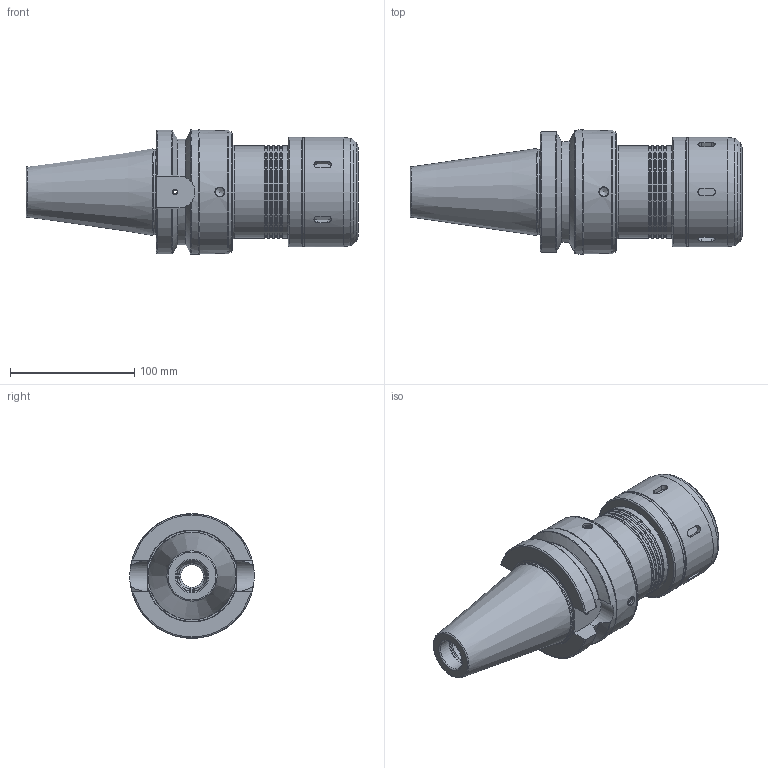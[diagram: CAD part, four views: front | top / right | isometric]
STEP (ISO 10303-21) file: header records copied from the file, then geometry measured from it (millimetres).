
FILE_DESCRIPTION((''),'2;1');
FILE_NAME('295040542165-3D.stp','2020-06-08T19:43:43',('nttooll'),(''),'Autodesk Inventor 2012','Autodesk Inventor 2012','');
FILE_SCHEMA(('AUTOMOTIVE_DESIGN { 1 0 10303 214 1 1 1 1 }'));
Length unit declared in the file: millimetre
Products named in the file (1): 295040542165-3D
Bounding box: 266.8 x 100 x 100 mm (x, y, z)
Volume: 992986.3 mm3; surface area: 110784.3 mm2
Topology: 1 solids, 1 shells, 161 faces, 362 edges, 225 vertices
Faces by surface type: cylinder 59, plane 46, cone 35, torus 21
Full cylindrical faces by diameter (mm): 3.4 x2, 4 x2, 6.928 x4, 8 x4, 12 x4, 18 x1, 21 x1, 21.3 x1, 24 x1, 25 x1, 25.4 x1, 42 x1, 42.5 x1, 68.9 x1, 73.6 x4, 74 x5, 87 x1, 88 x2, 95 x1, 99 x2, 100 x1
Entity records: 4454 total; most frequent: CARTESIAN_POINT 1264, DIRECTION 666, ORIENTED_EDGE 528, AXIS2_PLACEMENT_3D 296, EDGE_LOOP 272, EDGE_CURVE 264, VERTEX_POINT 210, FACE_OUTER_BOUND 161
